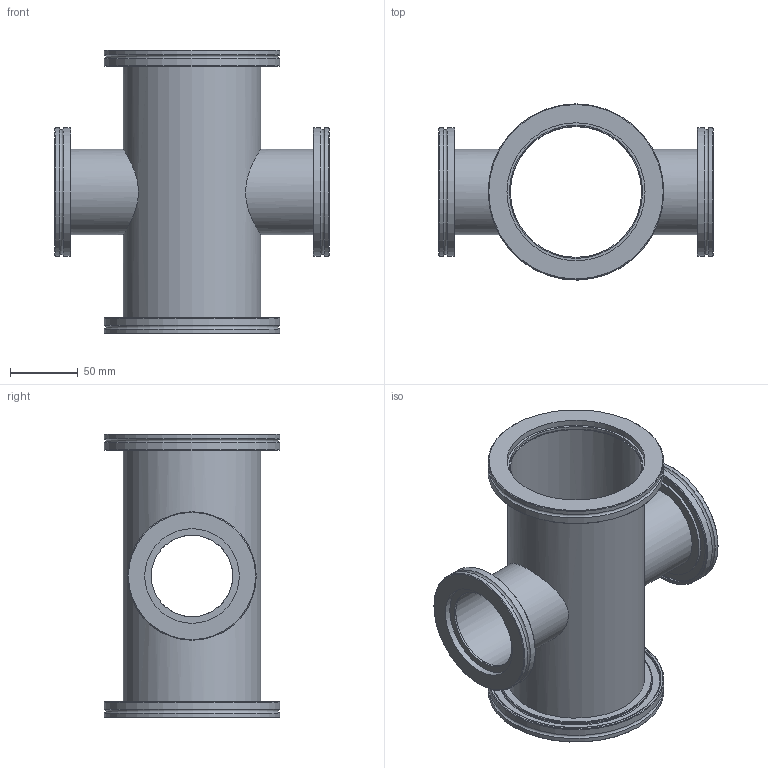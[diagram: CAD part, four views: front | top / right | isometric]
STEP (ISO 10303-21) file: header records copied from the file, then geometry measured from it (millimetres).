
FILE_DESCRIPTION(/* description */ (''),/* implementation_level */ '2;1');
FILE_NAME(/* name */ 'FL-R4X100-63LF.stp',/* time_stamp */ '2019-01-29T09:20:30+00:00',/* author */ ('paul'),/* organization */ (''),/* preprocessor_version */ 'ST-DEVELOPER v17.2',/* originating_system */ 'Autodesk Inventor 2019',/* authorisation */ '');
FILE_SCHEMA (('AUTOMOTIVE_DESIGN { 1 0 10303 214 3 1 1 }'));
Length unit declared in the file: millimetre
Products named in the file (5): FL-RT100-63LF; Main tube; FL-100LF-W; side tube; FL-63LF-W
Assembly tree (7 placements, depth 2):
  FL-RT100-63LF
    Main tube
    side tube  x2
    FL-100LF-W  x2
    FL-63LF-W  x2
Bounding box: 203.2 x 130 x 209.8 mm (x, y, z)
Volume: 351332.5 mm3; surface area: 228648.6 mm2
Topology: 7 solids, 7 shells, 88 faces, 223 edges, 163 vertices
Faces by surface type: cylinder 38, plane 28, torus 12, cone 10
Full cylindrical faces by diameter (mm): 60.2 x2, 60.3 x2, 63.5 x4, 63.7 x2, 70 x2, 78 x2, 90 x2, 95 x4, 97 x1, 98.55 x2, 101.5 x2, 101.6 x1, 102.1 x2, 112.5 x2, 125 x2, 130 x4
Entity records: 2126 total; most frequent: CARTESIAN_POINT 671, DIRECTION 303, ORIENTED_EDGE 244, AXIS2_PLACEMENT_3D 138, EDGE_CURVE 122, VERTEX_POINT 89, CIRCLE 79, EDGE_LOOP 65
